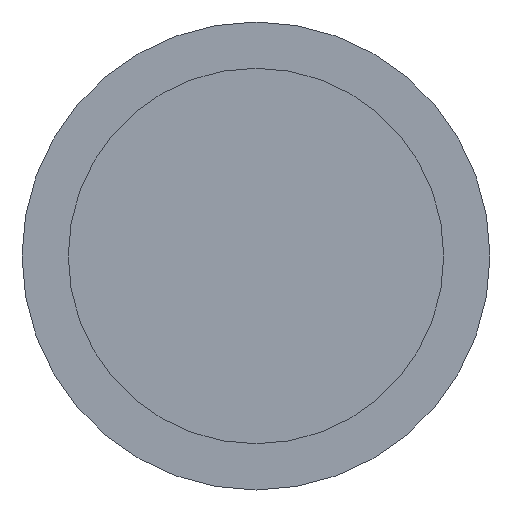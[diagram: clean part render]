
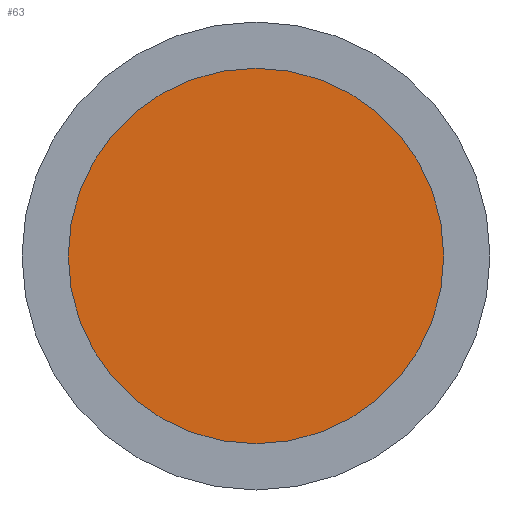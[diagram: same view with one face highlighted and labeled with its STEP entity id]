
A CAD part, front view. The second image highlights one B-rep face of the part: STEP entity #63.
In plain terms, the highlighted planar face has unit normal (0, -1, 0).
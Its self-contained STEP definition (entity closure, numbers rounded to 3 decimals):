
#16=PLANE('',#72);
#20=FACE_OUTER_BOUND('',#25,.T.);
#25=EDGE_LOOP('',(#52));
#34=CIRCLE('',#70,6.5);
#38=VERTEX_POINT('',#102);
#42=EDGE_CURVE('',#38,#38,#34,.T.);
#52=ORIENTED_EDGE('',*,*,#42,.T.);
#63=ADVANCED_FACE('',(#20),#16,.F.);
#70=AXIS2_PLACEMENT_3D('',#103,#82,#83);
#72=AXIS2_PLACEMENT_3D('',#107,#87,#88);
#82=DIRECTION('center_axis',(0.,-1.,0.));
#83=DIRECTION('ref_axis',(-1.,0.,0.));
#87=DIRECTION('center_axis',(0.,1.,0.));
#88=DIRECTION('ref_axis',(-1.,0.,0.));
#102=CARTESIAN_POINT('',(247.36,65.,17.136));
#103=CARTESIAN_POINT('Origin',(240.86,65.,17.136));
#107=CARTESIAN_POINT('Origin',(240.86,65.,17.136));
